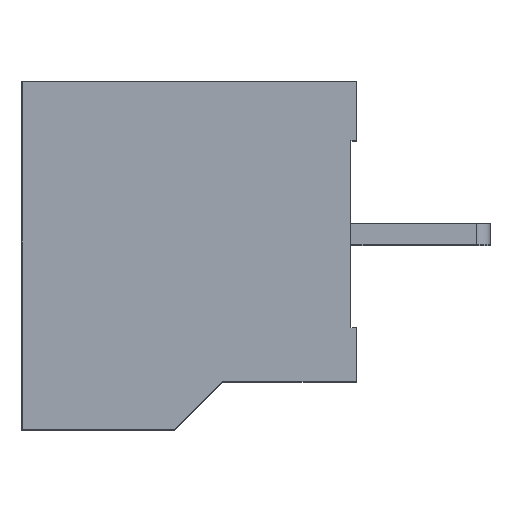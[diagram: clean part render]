
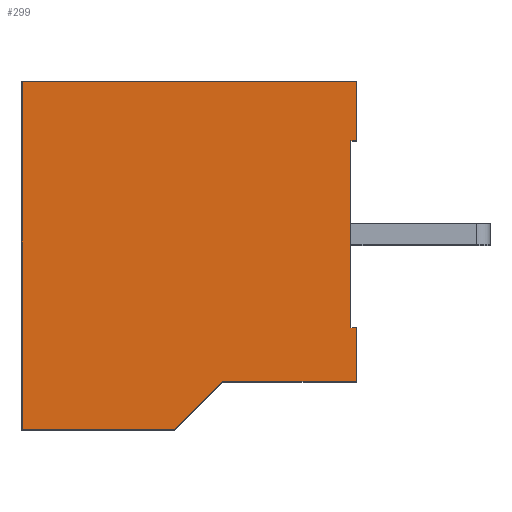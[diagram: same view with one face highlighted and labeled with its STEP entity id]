
A CAD part, top view. The second image highlights one B-rep face of the part: STEP entity #299.
In plain terms, the highlighted planar face has unit normal (0, 0, 1).
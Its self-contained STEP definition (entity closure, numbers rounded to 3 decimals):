
#299 = ADVANCED_FACE( '', ( #744 ), #745, .T. );
#744 = FACE_OUTER_BOUND( '', #1362, .T. );
#745 = PLANE( '', #1363 );
#1362 = EDGE_LOOP( '', ( #2008, #2009, #2010, #2011, #2012, #2013, #2014, #2015, #2016, #2017 ) );
#1363 = AXIS2_PLACEMENT_3D( '', #2018, #2019, #2020 );
#2008 = ORIENTED_EDGE( '', *, *, #3837, .F. );
#2009 = ORIENTED_EDGE( '', *, *, #3814, .F. );
#2010 = ORIENTED_EDGE( '', *, *, #3838, .T. );
#2011 = ORIENTED_EDGE( '', *, *, #3839, .F. );
#2012 = ORIENTED_EDGE( '', *, *, #3840, .F. );
#2013 = ORIENTED_EDGE( '', *, *, #3841, .T. );
#2014 = ORIENTED_EDGE( '', *, *, #3842, .F. );
#2015 = ORIENTED_EDGE( '', *, *, #3843, .F. );
#2016 = ORIENTED_EDGE( '', *, *, #3844, .T. );
#2017 = ORIENTED_EDGE( '', *, *, #3845, .F. );
#2018 = CARTESIAN_POINT( '', ( 12.003, -10.629, 0. ) );
#2019 = DIRECTION( '', ( 0., 0., 1. ) );
#2020 = DIRECTION( '', ( 1., 0., 0. ) );
#3814 = EDGE_CURVE( '', #4555, #4557, #4558, .T. );
#3837 = EDGE_CURVE( '', #4557, #4597, #4598, .T. );
#3838 = EDGE_CURVE( '', #4555, #4599, #4600, .T. );
#3839 = EDGE_CURVE( '', #4601, #4599, #4602, .T. );
#3840 = EDGE_CURVE( '', #4603, #4601, #4604, .T. );
#3841 = EDGE_CURVE( '', #4603, #4605, #4606, .T. );
#3842 = EDGE_CURVE( '', #4607, #4605, #4608, .T. );
#3843 = EDGE_CURVE( '', #4609, #4607, #4610, .T. );
#3844 = EDGE_CURVE( '', #4609, #4611, #4612, .T. );
#3845 = EDGE_CURVE( '', #4597, #4611, #4613, .T. );
#4555 = VERTEX_POINT( '', #5643 );
#4557 = VERTEX_POINT( '', #5646 );
#4558 = LINE( '', #5647, #5648 );
#4597 = VERTEX_POINT( '', #5703 );
#4598 = LINE( '', #5704, #5705 );
#4599 = VERTEX_POINT( '', #5706 );
#4600 = LINE( '', #5707, #5708 );
#4601 = VERTEX_POINT( '', #5709 );
#4602 = LINE( '', #5710, #5711 );
#4603 = VERTEX_POINT( '', #5712 );
#4604 = LINE( '', #5713, #5714 );
#4605 = VERTEX_POINT( '', #5715 );
#4606 = LINE( '', #5716, #5717 );
#4607 = VERTEX_POINT( '', #5718 );
#4608 = LINE( '', #5719, #5720 );
#4609 = VERTEX_POINT( '', #5721 );
#4610 = LINE( '', #5722, #5723 );
#4611 = VERTEX_POINT( '', #5724 );
#4612 = LINE( '', #5725, #5726 );
#4613 = LINE( '', #5727, #5728 );
#5643 = CARTESIAN_POINT( '', ( 7.5, -11.2, 0. ) );
#5646 = CARTESIAN_POINT( '', ( 5.7, -13., 0. ) );
#5647 = CARTESIAN_POINT( '', ( 7.5, -11.2, 0. ) );
#5648 = VECTOR( '', #7210, 1000. );
#5703 = CARTESIAN_POINT( '', ( 0., -13., 0. ) );
#5704 = CARTESIAN_POINT( '', ( 10.298, -13., 0. ) );
#5705 = VECTOR( '', #7230, 1000. );
#5706 = CARTESIAN_POINT( '', ( 12.5, -11.2, 0. ) );
#5707 = CARTESIAN_POINT( '', ( 10.298, -11.2, 0. ) );
#5708 = VECTOR( '', #7231, 1000. );
#5709 = CARTESIAN_POINT( '', ( 12.5, -9.2, 0. ) );
#5710 = CARTESIAN_POINT( '', ( 12.5, -9.2, 0. ) );
#5711 = VECTOR( '', #7232, 1000. );
#5712 = CARTESIAN_POINT( '', ( 12.3, -9.2, 0. ) );
#5713 = CARTESIAN_POINT( '', ( 12.182, -9.2, 0. ) );
#5714 = VECTOR( '', #7233, 1000. );
#5715 = CARTESIAN_POINT( '', ( 12.3, -2.2, 0. ) );
#5716 = CARTESIAN_POINT( '', ( 12.3, -12.3, 0. ) );
#5717 = VECTOR( '', #7234, 1000. );
#5718 = CARTESIAN_POINT( '', ( 12.5, -2.2, 0. ) );
#5719 = CARTESIAN_POINT( '', ( 12.5, -2.2, 0. ) );
#5720 = VECTOR( '', #7235, 1000. );
#5721 = CARTESIAN_POINT( '', ( 12.5, 0., 0. ) );
#5722 = CARTESIAN_POINT( '', ( 12.5, 0., 0. ) );
#5723 = VECTOR( '', #7236, 1000. );
#5724 = CARTESIAN_POINT( '', ( 0., 0., 0. ) );
#5725 = CARTESIAN_POINT( '', ( 12.2, 0., 0. ) );
#5726 = VECTOR( '', #7237, 1000. );
#5727 = CARTESIAN_POINT( '', ( 0., -12.05, 0. ) );
#5728 = VECTOR( '', #7238, 1000. );
#7210 = DIRECTION( '', ( -0.707, -0.707, 0. ) );
#7230 = DIRECTION( '', ( -1., 0., 0. ) );
#7231 = DIRECTION( '', ( 1., 0., 0. ) );
#7232 = DIRECTION( '', ( 0., -1., 0. ) );
#7233 = DIRECTION( '', ( 1., 0., 0. ) );
#7234 = DIRECTION( '', ( 0., 1., 0. ) );
#7235 = DIRECTION( '', ( -1., 0., 0. ) );
#7236 = DIRECTION( '', ( 0., -1., 0. ) );
#7237 = DIRECTION( '', ( -1., 0., 0. ) );
#7238 = DIRECTION( '', ( 0., 1., 0. ) );
